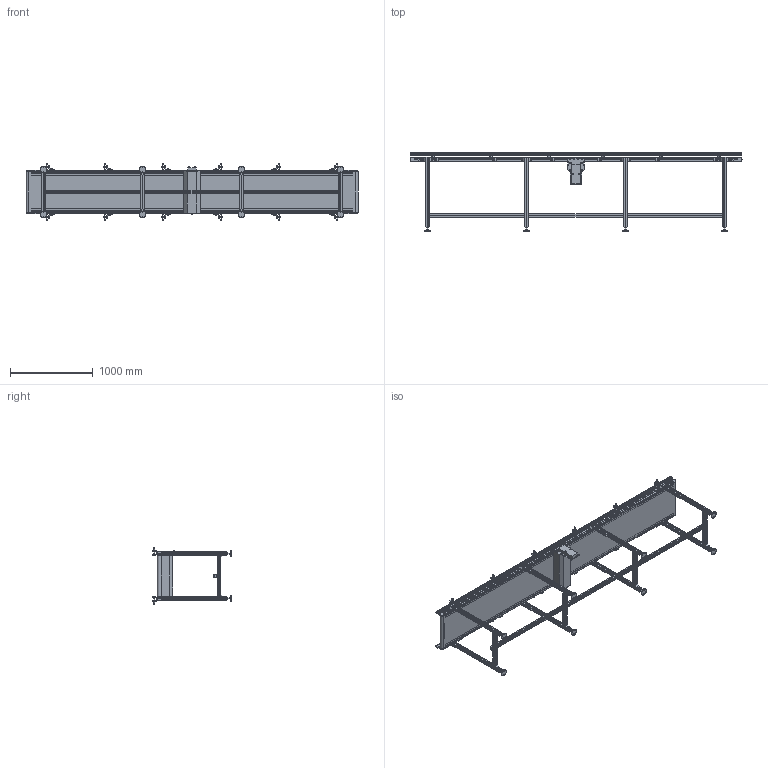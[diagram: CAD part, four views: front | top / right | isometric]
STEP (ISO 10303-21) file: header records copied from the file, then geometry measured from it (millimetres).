
FILE_DESCRIPTION(/* description */ ('GUF-P 2000 Flat Belt Conveyor'),/* implementation_level */ '2;1');
FILE_NAME(/* name */ 'export.stp',/* time_stamp */ '2023-04-08T17:47:53+00:00',/* author */ ('wpeters'),/* organization */ (''),/* preprocessor_version */ 'ST-DEVELOPER v18.1',/* originating_system */ 'Autodesk Inventor 2022',/* authorisation */ '');
FILE_SCHEMA (('AUTOMOTIVE_DESIGN { 1 0 10303 214 3 1 1 }'));
Length unit declared in the file: millimetre
Products named in the file (9): GUF-P 2000; GUF-P 2000 Frame; GUF-P 2000 Tail 01; GUF-P 2000 Drive BC; GUF-P 2000 Stand Stringer; GUF-P 2000 Rail HSF03; GUF-P 2000 Rail HSF03 Rail; GUF-P 2000 Rail HSF03 Holder; GUF-P 2000 Stand 55.1
Assembly tree (17 placements, depth 3):
  GUF-P 2000
    GUF-P 2000 Frame
    GUF-P 2000 Tail 01  x2
    GUF-P 2000 Drive BC
    GUF-P 2000 Stand 55.1  x4
    GUF-P 2000 Stand Stringer
    GUF-P 2000 Rail HSF03
      GUF-P 2000 Rail HSF03 Rail
      GUF-P 2000 Rail HSF03 Holder  x6
Bounding box: 4004.9 x 956.55 x 683.2 mm (x, y, z)
Volume: 63799717.6 mm3; surface area: 18699974.6 mm2
Topology: 70 solids, 70 shells, 2548 faces, 6499 edges, 4282 vertices
Faces by surface type: plane 2043, cylinder 345, torus 108, cone 42, bspline 8, sphere 2
Full cylindrical faces by diameter (mm): 5 x1, 6 x8, 8 x28, 9 x20, 9.5 x2, 10 x8, 11 x8, 11.9 x4, 12 x66, 13 x40, 15 x4, 16 x12, 20 x2, 30 x2, 48 x2, 79 x8, 90 x2
Entity records: 29144 total; most frequent: CARTESIAN_POINT 5591, ORIENTED_EDGE 4778, DIRECTION 4609, EDGE_CURVE 2389, LINE 2013, VECTOR 2013, VERTEX_POINT 1574, AXIS2_PLACEMENT_3D 1298
